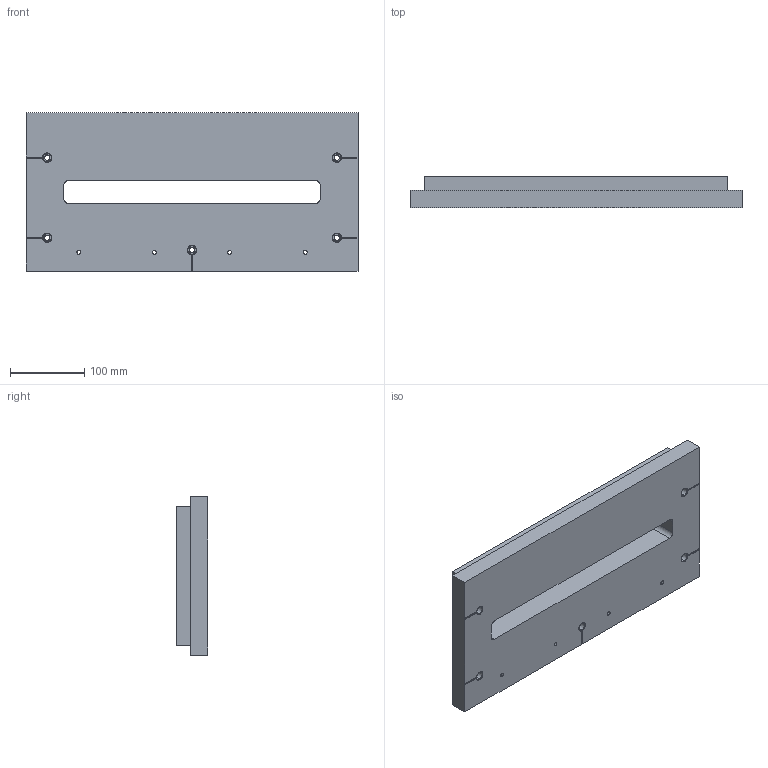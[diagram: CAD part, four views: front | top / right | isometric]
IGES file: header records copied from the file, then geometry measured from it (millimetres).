
Start section: SolidWorks IGES file using analytic representation for surfaces
Global section: file name: D1100423-v2 ALIGO SR3 HR_H1-L1 SPACER.IGS; native system: SolidWorks 2012; preprocessor: SolidWorks 2012; author: tnguyen; date: 120420.061734; units: inch
Bounding box: 447.04 x 42.29 x 213.36 mm (x, y, z)
Surface area: 263092 mm2 (no closed solid volume)
Topology: 0 solids, 0 shells, 108 faces, 1631 edges, 1631 vertices
Faces by surface type: revolution 61, bspline 47
